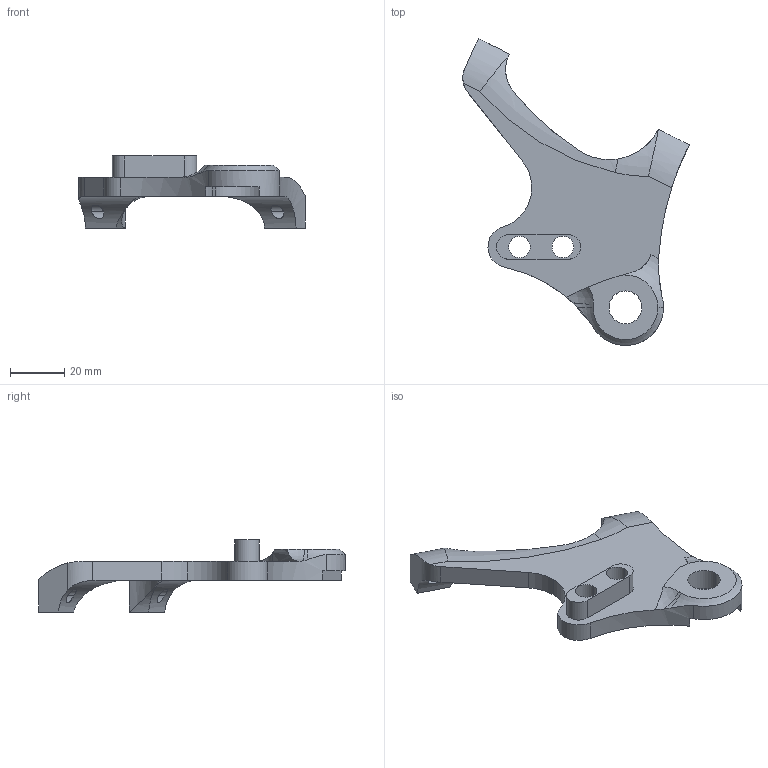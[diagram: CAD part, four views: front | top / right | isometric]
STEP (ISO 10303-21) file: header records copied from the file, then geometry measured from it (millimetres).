
FILE_DESCRIPTION (( 'STEP AP203' ), '1' );
FILE_NAME ('DR4148.STEP', '2025-06-30T21:17:19', ( '' ), ( '' ), 'SwSTEP 2.0', 'SolidWorks 2023', '' );
FILE_SCHEMA (( 'CONFIG_CONTROL_DESIGN' ));
Length unit declared in the file: inch
Products named in the file (1): DR4148
Bounding box: 83.35 x 113.02 x 26.59 mm (x, y, z)
Volume: 31388.2 mm3; surface area: 13074.5 mm2
Topology: 1 solids, 1 shells, 61 faces, 166 edges, 108 vertices
Faces by surface type: cylinder 34, plane 17, torus 5, cone 4, sphere 1
Entity records: 2432 total; most frequent: CARTESIAN_POINT 787, ORIENTED_EDGE 332, DIRECTION 328, EDGE_CURVE 166, AXIS2_PLACEMENT_3D 129, VERTEX_POINT 108, EDGE_LOOP 72, LINE 70
